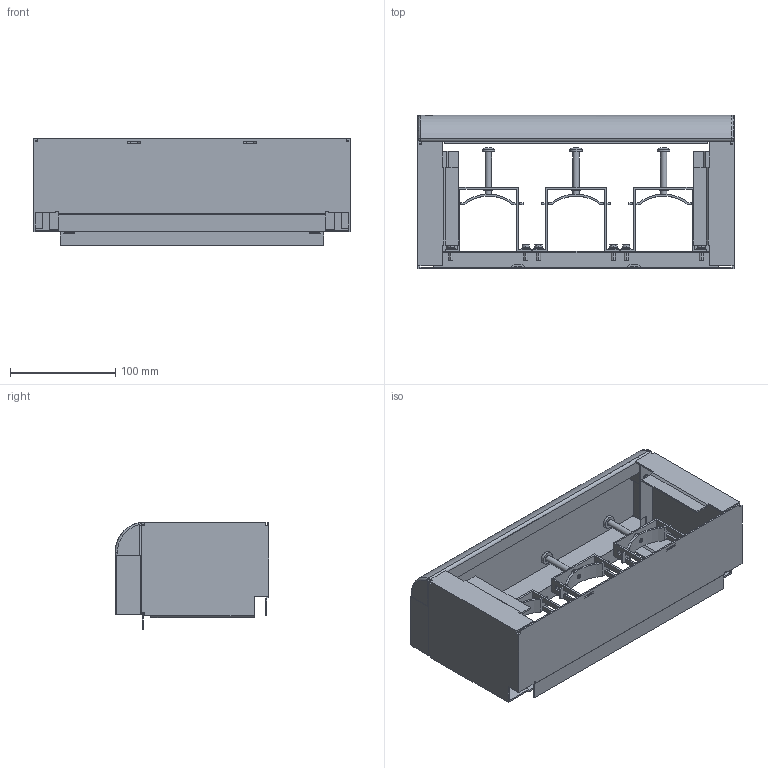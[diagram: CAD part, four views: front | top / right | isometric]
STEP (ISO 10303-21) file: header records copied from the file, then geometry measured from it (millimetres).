
FILE_DESCRIPTION (( 'STEP AP214' ), '1' );
FILE_NAME ('14601158_CONJ BLINDAGEM CABOS CFW500_KPCSF R1 NC ext1.STEP', '2021-05-19T22:13:59', ( '' ), ( '' ), 'SwSTEP 2.0', 'SolidWorks 2017', '' );
FILE_SCHEMA (( 'AUTOMOTIVE_DESIGN' ));
Length unit declared in the file: inch
Products named in the file (1): 14601158_CONJ BLINDAGEM CABOS CFW500_KPCSF R1 NC ext1
Bounding box: 299.8 x 145.6 x 101.5 mm (x, y, z)
Volume: 211484.2 mm3; surface area: 295902.7 mm2
Topology: 20 solids, 20 shells, 725 faces, 1849 edges, 1208 vertices
Faces by surface type: plane 456, cylinder 128, bspline 81, cone 60
Entity records: 27183 total; most frequent: CARTESIAN_POINT 9665, ORIENTED_EDGE 3698, DIRECTION 3272, EDGE_CURVE 1849, LINE 1262, VECTOR 1262, VERTEX_POINT 1208, AXIS2_PLACEMENT_3D 1005
